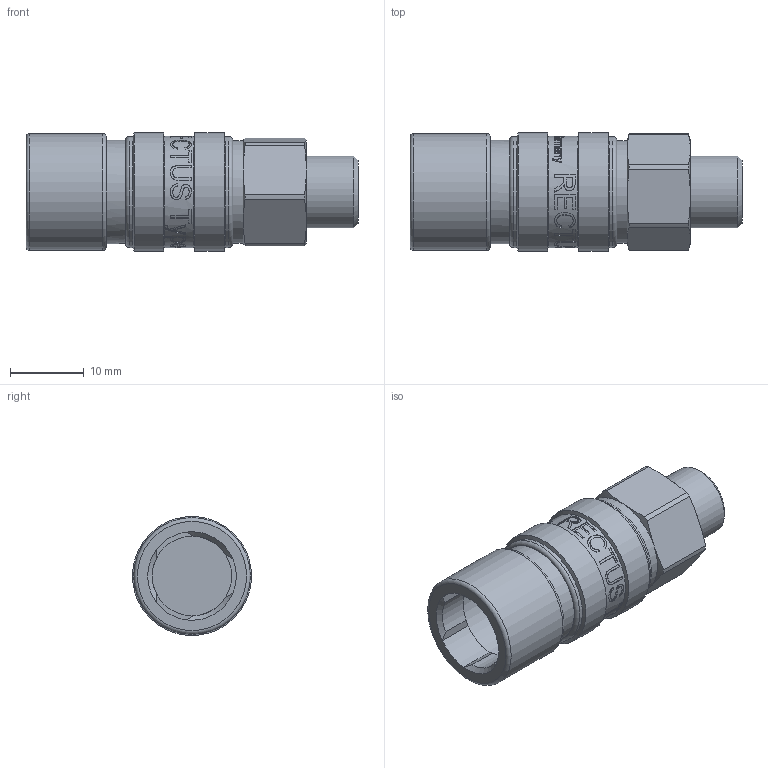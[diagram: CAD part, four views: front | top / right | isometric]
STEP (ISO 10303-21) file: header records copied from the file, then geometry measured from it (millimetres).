
FILE_DESCRIPTION((''),'2;1');
FILE_NAME('21kaaw10mpx3.stp','2016-03-02T07:38:32',('IA176480'),(''),'Autodesk Inventor 2013','Autodesk Inventor 2013','');
FILE_SCHEMA(('AUTOMOTIVE_DESIGN { 1 0 10303 214 1 1 1 1 }'));
Length unit declared in the file: millimetre
Products named in the file (1): D114897
Bounding box: 45 x 16.1 x 16.1 mm (x, y, z)
Volume: 6069.4 mm3; surface area: 4189.8 mm2
Topology: 1 solids, 3 shells, 466 faces, 1229 edges, 812 vertices
Faces by surface type: bspline 211, plane 152, cylinder 69, cone 30, torus 4
Full cylindrical faces by diameter (mm): 9.728 x1, 10.776 x1, 11.4 x1, 12 x2, 12.15 x1, 12.3 x1, 14 x4, 15.1 x3, 15.8 x1, 16.15 x2
Entity records: 63733 total; most frequent: CARTESIAN_POINT 53668, ORIENTED_EDGE 2346, DIRECTION 1235, EDGE_CURVE 1173, VERTEX_POINT 794, B_SPLINE_CURVE_WITH_KNOTS 560, EDGE_LOOP 549, FACE_OUTER_BOUND 465
